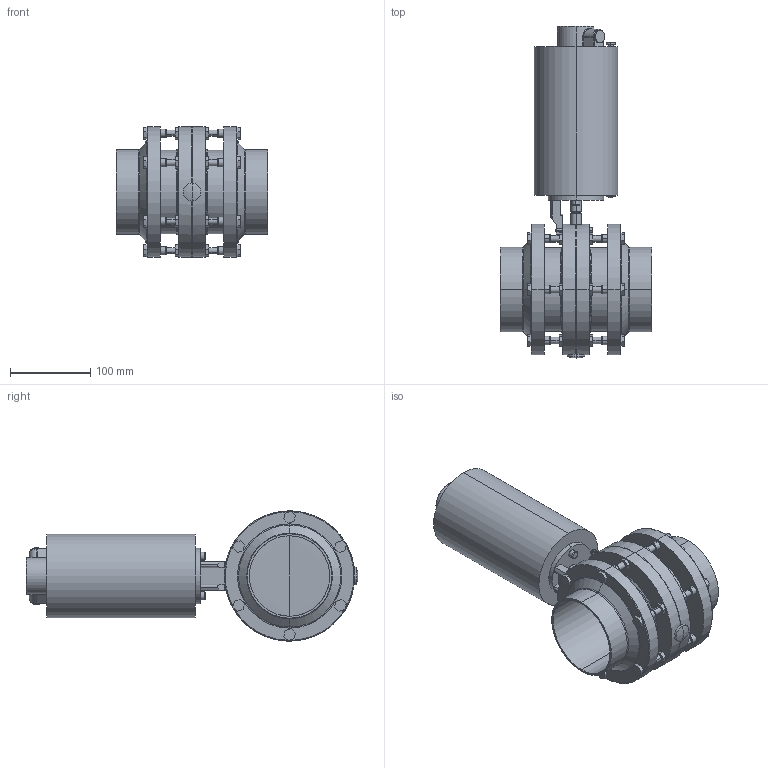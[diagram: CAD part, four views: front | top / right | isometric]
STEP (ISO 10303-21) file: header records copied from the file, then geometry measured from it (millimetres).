
FILE_DESCRIPTION (( 'STEP AP203' ), '1' );
FILE_NAME ('3D-M4510_DN100_174501180_174501205.STEP', '2024-09-20T08:58:04', ( '' ), ( '' ), 'SwSTEP 2.0', 'SolidWorks 2024', '' );
FILE_SCHEMA (( 'CONFIG_CONTROL_DESIGN' ));
Length unit declared in the file: millimetre
Products named in the file (1): 3D-M4510_DN100_174501180_174501205
Bounding box: 188 x 412.47 x 162 mm (x, y, z)
Volume: 2661168.7 mm3; surface area: 339360.2 mm2
Topology: 7 solids, 22 shells, 577 faces, 1336 edges, 849 vertices
Faces by surface type: plane 305, cylinder 177, torus 63, cone 24, sphere 6, bspline 2
Entity records: 17457 total; most frequent: CARTESIAN_POINT 3876, DIRECTION 2940, ORIENTED_EDGE 2672, EDGE_CURVE 1336, AXIS2_PLACEMENT_3D 1077, VERTEX_POINT 849, VECTOR 786, LINE 786
